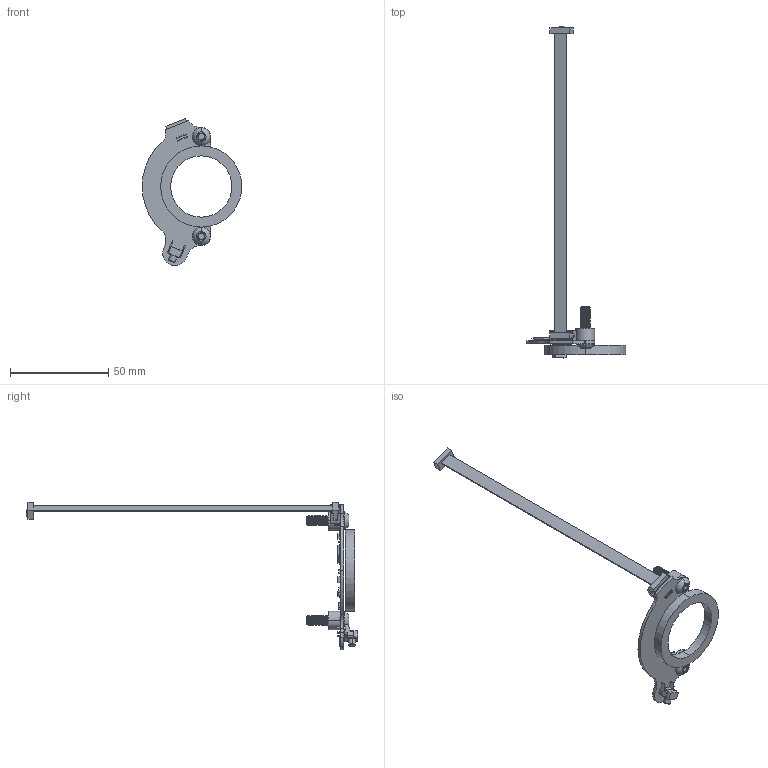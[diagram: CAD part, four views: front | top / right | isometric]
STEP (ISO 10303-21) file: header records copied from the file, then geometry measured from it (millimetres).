
FILE_DESCRIPTION (( 'STEP AP214' ), '1' );
FILE_NAME ('am-4190 Lamprey Absolute Encoder Assembly.STEP', '2019-12-04T14:30:43', ( '' ), ( '' ), 'SwSTEP 2.0', 'SolidWorks 2019', '' );
FILE_SCHEMA (( 'AUTOMOTIVE_DESIGN' ));
Length unit declared in the file: millimetre
Products named in the file (6): am-4179 Lamprey Absolute Encoder; BHCS 10-32 x 0.75_91306A358; am-4180 Lamprey Absolute Encoder Magnet Ring; am-4209 0.375od 0.192id .250L; am-2617 10 Pin Data Cable; am-4190 Lamprey Absolute Encoder Assembly
Assembly tree (7 placements, depth 2):
  am-4190 Lamprey Absolute Encoder Assembly
    am-4179 Lamprey Absolute Encoder
    am-4180 Lamprey Absolute Encoder Magnet Ring
    am-2617 10 Pin Data Cable
    BHCS 10-32 x 0.75_91306A358  x2
    am-4209 0.375od 0.192id .250L  x2
Bounding box: 50.86 x 169.06 x 74.97 mm (x, y, z)
Volume: 5149.2 mm3; surface area: 11307.1 mm2
Topology: 6 solids, 282 shells, 1792 faces, 5245 edges, 3802 vertices
Faces by surface type: plane 1274, cylinder 440, bspline 50, cone 24, sphere 4
Entity records: 61603 total; most frequent: CARTESIAN_POINT 15806, ORIENTED_EDGE 8978, DIRECTION 8883, EDGE_CURVE 5035, VECTOR 4137, LINE 4137, VERTEX_POINT 3666, AXIS2_PLACEMENT_3D 2373
